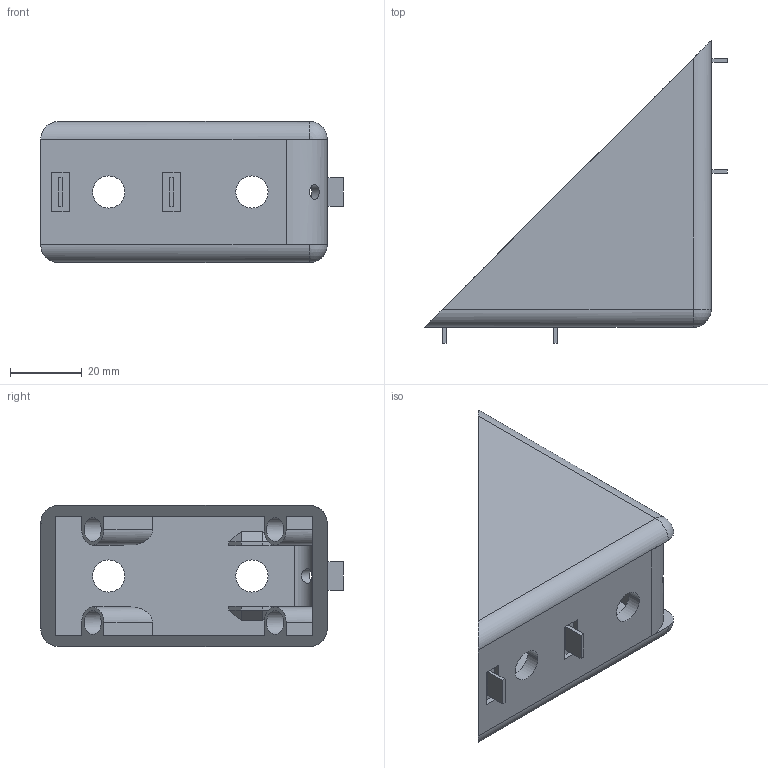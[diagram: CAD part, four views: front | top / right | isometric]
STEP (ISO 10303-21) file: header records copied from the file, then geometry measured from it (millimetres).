
FILE_DESCRIPTION (( 'STEP AP214' ), '1' );
FILE_NAME ('AL-310.1800A.01.STEP', '2019-10-22T07:23:19', ( '' ), ( '' ), 'SwSTEP 2.0', 'SolidWorks 2018', '' );
FILE_SCHEMA (( 'AUTOMOTIVE_DESIGN' ));
Length unit declared in the file: millimetre
Products named in the file (1): AL-310.1800A.01
Bounding box: 84.5 x 84.5 x 39.4 mm (x, y, z)
Volume: 37786.5 mm3; surface area: 25564.6 mm2
Topology: 1 solids, 1 shells, 130 faces, 317 edges, 204 vertices
Faces by surface type: plane 98, cylinder 30, sphere 2
Entity records: 3926 total; most frequent: CARTESIAN_POINT 849, ORIENTED_EDGE 630, DIRECTION 595, EDGE_CURVE 315, LINE 253, VECTOR 253, VERTEX_POINT 204, AXIS2_PLACEMENT_3D 171
